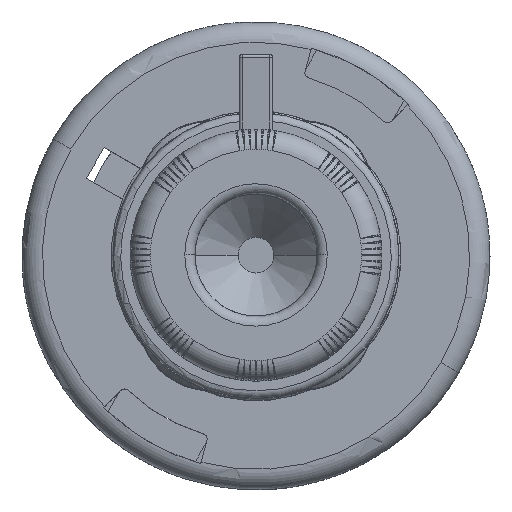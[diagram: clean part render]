
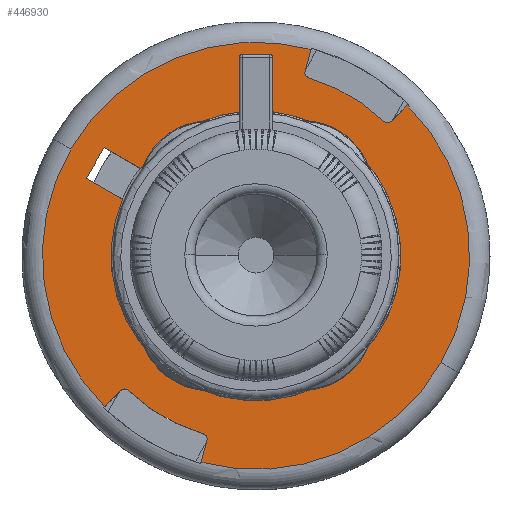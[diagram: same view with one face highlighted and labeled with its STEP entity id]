
A CAD part, top view. The second image highlights one B-rep face of the part: STEP entity #446930.
In plain terms, the highlighted face is planar.
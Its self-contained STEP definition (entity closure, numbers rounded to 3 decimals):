
#444860=CARTESIAN_POINT('',(-93.974,221.572,
145.526));
#444870=VERTEX_POINT('',#444860);
#444900=CARTESIAN_POINT('',(-35.646,221.572,
111.85));
#444910=DIRECTION('',(-0.866,0.,
0.5));
#444920=VECTOR('',#444910,1.);
#444930=LINE('',#444900,#444920);
#444940=CARTESIAN_POINT('',(-86.859,221.572,
141.418));
#444950=VERTEX_POINT('',#444940);
#444960=EDGE_CURVE('',#444950,#444870,#444930,.T.);
#445330=CARTESIAN_POINT('',(-97.474,221.572,
139.464));
#445340=VERTEX_POINT('',#445330);
#445370=CARTESIAN_POINT('',(-108.983,221.572,
119.531));
#445380=DIRECTION('',(-0.5,0.,
-0.866));
#445390=VECTOR('',#445380,1.);
#445400=LINE('',#445370,#445390);
#445410=EDGE_CURVE('',#444870,#445340,#445400,.T.);
#445600=CARTESIAN_POINT('',(-46.487,221.572,
160.909));
#445610=DIRECTION('',(0.,1.,0.));
#445620=DIRECTION('',(-0.259,0.,
0.966));
#445630=AXIS2_PLACEMENT_3D('',#445600,#445610,#445620);
#445640=PLANE('',#445630);
#445650=CARTESIAN_POINT('',(-97.463,221.572,0.));
#445660=DIRECTION('',(-0.259,0.,
-0.966));
#445670=VECTOR('',#445660,1.);
#445680=LINE('',#445650,#445670);
#445690=CARTESIAN_POINT('',(-53.297,221.572,
164.828));
#445700=VERTEX_POINT('',#445690);
#445710=CARTESIAN_POINT('',(-54.465,221.572,
160.47));
#445720=VERTEX_POINT('',#445710);
#445730=EDGE_CURVE('',#445700,#445720,#445680,.T.);
#445740=ORIENTED_EDGE('',*,*,#445730,.F.);
#445750=CARTESIAN_POINT('',(-53.499,221.572,
160.211));
#445760=DIRECTION('',(0.,-1.,0.));
#445770=DIRECTION('',(-0.866,0.,
0.5));
#445780=AXIS2_PLACEMENT_3D('',#445750,#445760,#445770);
#445790=CIRCLE('',#445780,1.);
#445800=CARTESIAN_POINT('',(-53.782,221.572,
159.252));
#445810=VERTEX_POINT('',#445800);
#445820=EDGE_CURVE('',#445720,#445810,#445790,.T.);
#445830=ORIENTED_EDGE('',*,*,#445820,.F.);
#445840=CARTESIAN_POINT('',(-64.114,221.572,
124.245));
#445850=DIRECTION('',(0.,-1.,0.));
#445860=DIRECTION('',(0.866,0.,
-0.5));
#445870=AXIS2_PLACEMENT_3D('',#445840,#445850,#445860);
#445880=CIRCLE('',#445870,36.5);
#445890=CARTESIAN_POINT('',(-38.964,221.572,
150.697));
#445900=VERTEX_POINT('',#445890);
#445910=EDGE_CURVE('',#445900,#445810,#445880,.T.);
#445920=ORIENTED_EDGE('',*,*,#445910,.T.);
#445930=CARTESIAN_POINT('',(-38.275,221.572,
151.422));
#445940=DIRECTION('',(0.,-1.,0.));
#445950=DIRECTION('',(-0.866,0.,
0.5));
#445960=AXIS2_PLACEMENT_3D('',#445930,#445940,#445950);
#445970=CIRCLE('',#445960,1.);
#445980=CARTESIAN_POINT('',(-37.568,221.572,
150.714));
#445990=VERTEX_POINT('',#445980);
#446000=EDGE_CURVE('',#445900,#445990,#445970,.T.);
#446010=ORIENTED_EDGE('',*,*,#446000,.F.);
#446020=CARTESIAN_POINT('',(0.,221.572,188.282));
#446030=DIRECTION('',(-0.707,0.,
-0.707));
#446040=VECTOR('',#446030,1.);
#446050=LINE('',#446020,#446040);
#446060=CARTESIAN_POINT('',(-34.377,221.572,
153.905));
#446070=VERTEX_POINT('',#446060);
#446080=EDGE_CURVE('',#446070,#445990,#446050,.T.);
#446090=ORIENTED_EDGE('',*,*,#446080,.T.);
#446100=CARTESIAN_POINT('',(-64.114,221.572,
124.245));
#446110=DIRECTION('',(0.,1.,0.));
#446120=DIRECTION('',(-0.866,0.,
0.5));
#446130=AXIS2_PLACEMENT_3D('',#446100,#446110,#446120);
#446140=CIRCLE('',#446130,42.);
#446150=CARTESIAN_POINT('',(-27.741,221.572,
103.245));
#446160=VERTEX_POINT('',#446150);
#446170=EDGE_CURVE('',#446070,#446160,#446140,.T.);
#446180=ORIENTED_EDGE('',*,*,#446170,.F.);
#446190=CARTESIAN_POINT('',(-74.932,221.572,
83.662));
#446200=VERTEX_POINT('',#446190);
#446210=EDGE_CURVE('',#446160,#446200,#446140,.T.);
#446220=ORIENTED_EDGE('',*,*,#446210,.F.);
#446230=CARTESIAN_POINT('',(-97.349,221.572,0.));
#446240=DIRECTION('',(0.259,0.,
0.966));
#446250=VECTOR('',#446240,1.);
#446260=LINE('',#446230,#446250);
#446270=CARTESIAN_POINT('',(-73.764,221.572,
88.02));
#446280=VERTEX_POINT('',#446270);
#446290=EDGE_CURVE('',#446200,#446280,#446260,.T.);
#446300=ORIENTED_EDGE('',*,*,#446290,.F.);
#446310=CARTESIAN_POINT('',(-74.73,221.572,
88.279));
#446320=DIRECTION('',(0.,-1.,0.));
#446330=DIRECTION('',(-0.866,0.,
0.5));
#446340=AXIS2_PLACEMENT_3D('',#446310,#446320,#446330);
#446350=CIRCLE('',#446340,1.);
#446360=CARTESIAN_POINT('',(-74.447,221.572,
89.238));
#446370=VERTEX_POINT('',#446360);
#446380=EDGE_CURVE('',#446280,#446370,#446350,.T.);
#446390=ORIENTED_EDGE('',*,*,#446380,.F.);
#446400=CARTESIAN_POINT('',(-64.114,221.572,
124.245));
#446410=DIRECTION('',(0.,1.,0.));
#446420=DIRECTION('',(0.866,0.,
-0.5));
#446430=AXIS2_PLACEMENT_3D('',#446400,#446410,#446420);
#446440=CIRCLE('',#446430,36.5);
#446450=CARTESIAN_POINT('',(-89.265,221.572,
97.794));
#446460=VERTEX_POINT('',#446450);
#446470=EDGE_CURVE('',#446370,#446460,#446440,.T.);
#446480=ORIENTED_EDGE('',*,*,#446470,.F.);
#446490=CARTESIAN_POINT('',(-89.954,221.572,
97.069));
#446500=DIRECTION('',(0.,-1.,0.));
#446510=DIRECTION('',(-0.866,0.,
0.5));
#446520=AXIS2_PLACEMENT_3D('',#446490,#446500,#446510);
#446530=CIRCLE('',#446520,1.);
#446540=CARTESIAN_POINT('',(-90.661,221.572,
97.776));
#446550=VERTEX_POINT('',#446540);
#446560=EDGE_CURVE('',#446460,#446550,#446530,.T.);
#446570=ORIENTED_EDGE('',*,*,#446560,.F.);
#446580=CARTESIAN_POINT('',(0.,221.572,188.437));
#446590=DIRECTION('',(0.707,0.,
0.707));
#446600=VECTOR('',#446590,1.);
#446610=LINE('',#446580,#446600);
#446620=CARTESIAN_POINT('',(-93.852,221.572,
94.586));
#446630=VERTEX_POINT('',#446620);
#446640=EDGE_CURVE('',#446630,#446550,#446610,.T.);
#446650=ORIENTED_EDGE('',*,*,#446640,.T.);
#446660=CARTESIAN_POINT('',(-100.488,221.572,
145.245));
#446670=VERTEX_POINT('',#446660);
#446680=EDGE_CURVE('',#446630,#446670,#446140,.T.);
#446690=ORIENTED_EDGE('',*,*,#446680,.F.);
#446700=EDGE_CURVE('',#446670,#445700,#446140,.T.);
#446710=ORIENTED_EDGE('',*,*,#446700,.F.);
#446720=EDGE_LOOP('',(#446710,#446690,#446650,#446570,#446480,#446390,
#446300,#446220,#446180,#446090,#446010,#445920,#445830,#445740));
#446730=FACE_OUTER_BOUND('',#446720,.T.);
#446740=ORIENTED_EDGE('',*,*,#444960,.F.);
#446750=ORIENTED_EDGE('',*,*,#445410,.F.);
#446760=CARTESIAN_POINT('',(-39.146,221.572,
105.788));
#446770=DIRECTION('',(0.866,0.,
-0.5));
#446780=VECTOR('',#446770,1.);
#446790=LINE('',#446760,#446780);
#446800=CARTESIAN_POINT('',(-90.359,221.572,
135.356));
#446810=VERTEX_POINT('',#446800);
#446820=EDGE_CURVE('',#445340,#446810,#446790,.T.);
#446830=ORIENTED_EDGE('',*,*,#446820,.F.);
#446840=CARTESIAN_POINT('',(-64.114,221.572,
124.245));
#446850=DIRECTION('',(0.,-1.,0.));
#446860=DIRECTION('',(0.866,0.,
-0.5));
#446870=AXIS2_PLACEMENT_3D('',#446840,#446850,#446860);
#446880=CIRCLE('',#446870,28.5);
#446890=EDGE_CURVE('',#446810,#444950,#446880,.T.);
#446900=ORIENTED_EDGE('',*,*,#446890,.F.);
#446910=EDGE_LOOP('',(#446900,#446830,#446750,#446740));
#446920=FACE_BOUND('',#446910,.T.);
#446930=ADVANCED_FACE('',(#446730,#446920),#445640,.F.);
